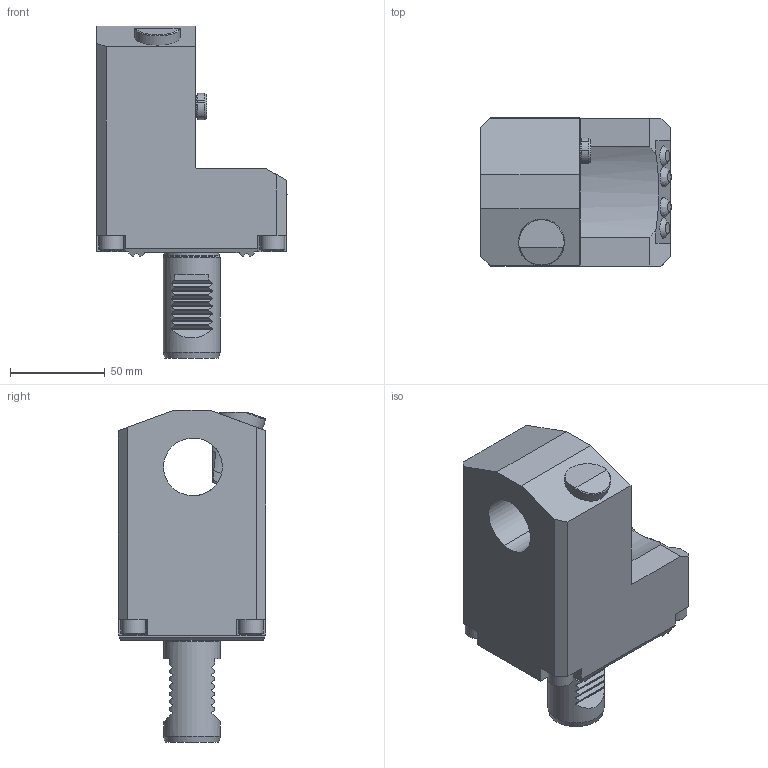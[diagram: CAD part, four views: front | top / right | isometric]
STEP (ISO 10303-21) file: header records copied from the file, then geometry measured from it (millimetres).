
FILE_DESCRIPTION(/* description */ (''),/* implementation_level */ '2;1');
FILE_NAME(/* name */ 'W1350000B.stp',/* time_stamp */ '2009-04-03T08:21:26+02:00',/* author */ (''),/* organization */ (''),/* preprocessor_version */ 'ST-DEVELOPER v11',/* originating_system */ 'UGS - NX 5.0',/* authorisation */ '');
FILE_SCHEMA (('AUTOMOTIVE_DESIGN { 1 0 10303 214 0 1 1 1 }'));
Length unit declared in the file: millimetre
Products named in the file (1): KrisBB0A182y
Bounding box: 100.42 x 78 x 175 mm (x, y, z)
Volume: 612874 mm3; surface area: 61550.2 mm2
Topology: 1 solids, 1 shells, 245 faces, 640 edges, 419 vertices
Faces by surface type: plane 170, cylinder 44, cone 22, torus 5, sphere 2, bspline 2
Full cylindrical faces by diameter (mm): 8 x1, 11.4 x1, 13 x4, 24 x1, 29.1 x1, 30 x1, 31 x1
Entity records: 7884 total; most frequent: CARTESIAN_POINT 1904, DIRECTION 1211, ORIENTED_EDGE 1202, EDGE_CURVE 601, VERTEX_POINT 411, AXIS2_PLACEMENT_3D 406, LINE 399, VECTOR 399
